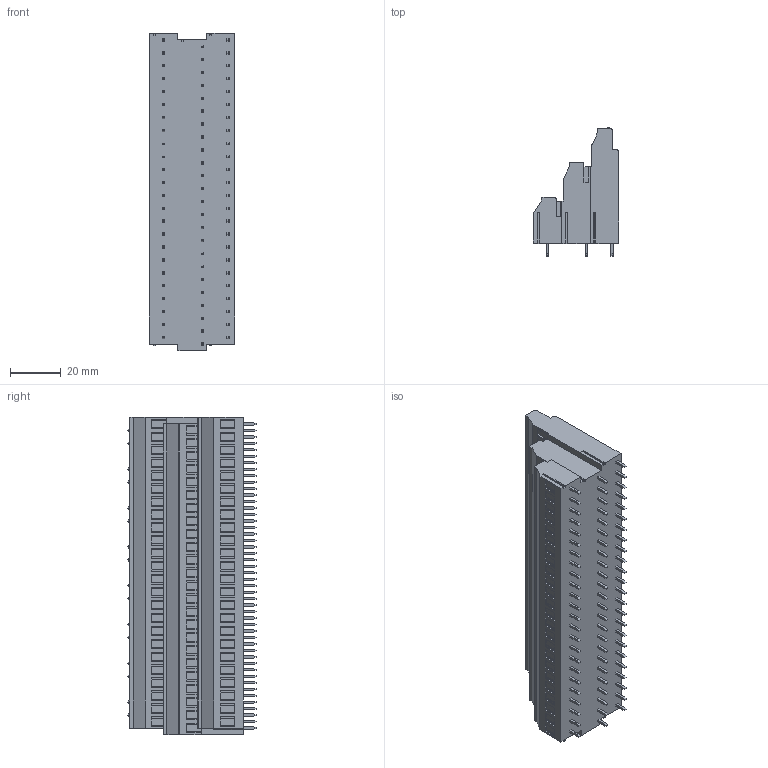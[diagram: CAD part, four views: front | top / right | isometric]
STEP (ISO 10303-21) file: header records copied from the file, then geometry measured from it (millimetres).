
FILE_DESCRIPTION((''),'2;1');
FILE_NAME('TL324VH3-XXP-XS','2025-01-10T09:27:38',('yanfa'),(''),'CREO PARAMETRIC BY PTC INC, 2018100','CREO PARAMETRIC BY PTC INC, 2018100','');
FILE_SCHEMA(('CONFIG_CONTROL_DESIGN','SHAPE_APPEARANCE_LAYERS_GROUPS'));
Products named in the file (1): TL324VH3-XXP-XS
Bounding box: 33.4 x 50.3 x 124.46 mm (x, y, z)
Volume: 114300.8 mm3; surface area: 30113.9 mm2
Topology: 1 solids, 93 shells, 2973 faces, 7709 edges, 5074 vertices
Faces by surface type: plane 2483, cylinder 314, torus 144, sphere 32
Entity records: 90415 total; most frequent: CARTESIAN_POINT 17313, ORIENTED_EDGE 15354, DIRECTION 14457, EDGE_CURVE 7677, VECTOR 6263, LINE 6263, VERTEX_POINT 5074, AXIS2_PLACEMENT_3D 4097
